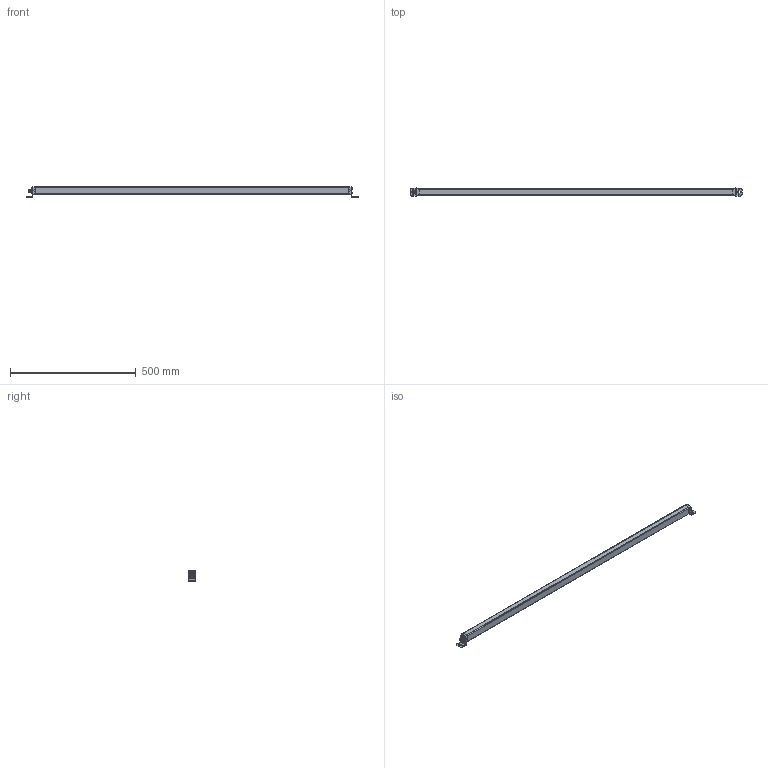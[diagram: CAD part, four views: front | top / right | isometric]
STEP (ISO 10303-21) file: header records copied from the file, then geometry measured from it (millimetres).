
FILE_DESCRIPTION((''),'2;1');
FILE_NAME('244162_SM01_ASM','2024-08-19T08:52:45',('banengservice'),('BANNER ENGINEERING'),'CREO PARAMETRIC BY PTC INC, 2022414','CREO PARAMETRIC BY PTC INC, 2022414','');
FILE_SCHEMA(('CONFIG_CONTROL_DESIGN'));
Products named in the file (2): 244162_EP01; 244162_SM01_ASM
Assembly tree (1 placements, depth 2):
  244162_SM01_ASM
    244162_EP01
Bounding box: 1318.3 x 31.75 x 42.57 mm (x, y, z)
Volume: 1001888.9 mm3; surface area: 155399.6 mm2
Topology: 9 solids, 9 shells, 976 faces, 2513 edges, 1531 vertices
Faces by surface type: cylinder 402, plane 311, cone 98, torus 70, sphere 56, bspline 39
Entity records: 46572 total; most frequent: CARTESIAN_POINT 22761, DIRECTION 5151, ORIENTED_EDGE 4930, EDGE_CURVE 2465, AXIS2_PLACEMENT_3D 2013, VERTEX_POINT 1531, VECTOR 1125, LINE 1125
